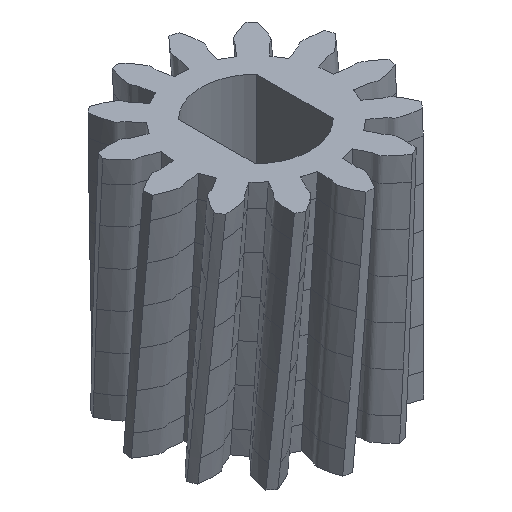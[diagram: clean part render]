
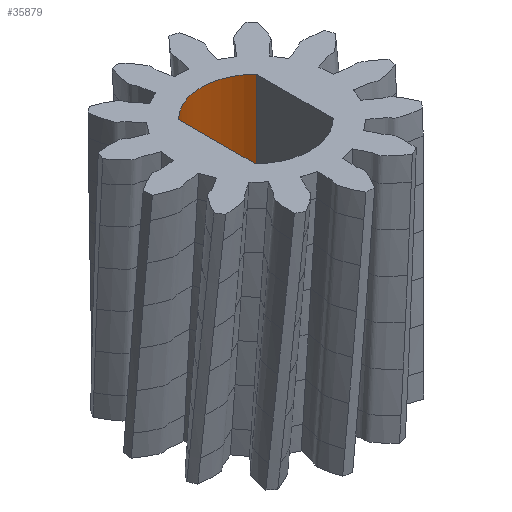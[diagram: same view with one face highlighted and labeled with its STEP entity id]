
A CAD part, isometric view. The second image highlights one B-rep face of the part: STEP entity #35879.
In plain terms, the highlighted cylindrical face has radius 1.75 mm (diameter 3.5 mm), a partial arc.
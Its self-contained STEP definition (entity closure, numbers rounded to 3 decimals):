
#45 = PLANE('',#46);
#46 = AXIS2_PLACEMENT_3D('',#47,#48,#49);
#47 = CARTESIAN_POINT('',(0.,0.,3.8));
#48 = DIRECTION('',(0.,0.,1.));
#49 = DIRECTION('',(1.,0.,0.));
#466 = PLANE('',#467);
#467 = AXIS2_PLACEMENT_3D('',#468,#469,#470);
#468 = CARTESIAN_POINT('',(0.,0.,-3.8));
#469 = DIRECTION('',(0.,0.,1.));
#470 = DIRECTION('',(1.,0.,0.));
#12919 = EDGE_CURVE('',#12920,#12922,#12924,.T.);
#12920 = VERTEX_POINT('',#12921);
#12921 = CARTESIAN_POINT('',(1.25,1.225,3.8));
#12922 = VERTEX_POINT('',#12923);
#12923 = CARTESIAN_POINT('',(-1.25,1.225,3.8));
#12924 = SURFACE_CURVE('',#12925,(#12930,#12937),.PCURVE_S1.);
#12925 = CIRCLE('',#12926,1.75);
#12926 = AXIS2_PLACEMENT_3D('',#12927,#12928,#12929);
#12927 = CARTESIAN_POINT('',(0.,0.,3.8));
#12928 = DIRECTION('',(0.,0.,1.));
#12929 = DIRECTION('',(1.,0.,-0.));
#12930 = PCURVE('',#45,#12931);
#12931 = DEFINITIONAL_REPRESENTATION('',(#12932),#12936);
#12932 = CIRCLE('',#12933,1.75);
#12933 = AXIS2_PLACEMENT_2D('',#12934,#12935);
#12934 = CARTESIAN_POINT('',(0.,0.));
#12935 = DIRECTION('',(1.,0.));
#12936 = ( GEOMETRIC_REPRESENTATION_CONTEXT(2) 
PARAMETRIC_REPRESENTATION_CONTEXT() REPRESENTATION_CONTEXT('2D SPACE',''
  ) );
#12937 = PCURVE('',#12938,#12943);
#12938 = CYLINDRICAL_SURFACE('',#12939,1.75);
#12939 = AXIS2_PLACEMENT_3D('',#12940,#12941,#12942);
#12940 = CARTESIAN_POINT('',(0.,0.,-4.3));
#12941 = DIRECTION('',(0.,0.,1.));
#12942 = DIRECTION('',(1.,0.,0.));
#12943 = DEFINITIONAL_REPRESENTATION('',(#12944),#12948);
#12944 = LINE('',#12945,#12946);
#12945 = CARTESIAN_POINT('',(0.,8.1));
#12946 = VECTOR('',#12947,1.);
#12947 = DIRECTION('',(1.,0.));
#12948 = ( GEOMETRIC_REPRESENTATION_CONTEXT(2) 
PARAMETRIC_REPRESENTATION_CONTEXT() REPRESENTATION_CONTEXT('2D SPACE',''
  ) );
#12966 = PLANE('',#12967);
#12967 = AXIS2_PLACEMENT_3D('',#12968,#12969,#12970);
#12968 = CARTESIAN_POINT('',(1.25,-1.225,-3.8));
#12969 = DIRECTION('',(1.,0.,0.));
#12970 = DIRECTION('',(0.,0.,1.));
#13021 = PLANE('',#13022);
#13022 = AXIS2_PLACEMENT_3D('',#13023,#13024,#13025);
#13023 = CARTESIAN_POINT('',(-1.25,-1.225,-3.8));
#13024 = DIRECTION('',(1.,0.,0.));
#13025 = DIRECTION('',(0.,0.,1.));
#25465 = EDGE_CURVE('',#25466,#25468,#25470,.T.);
#25466 = VERTEX_POINT('',#25467);
#25467 = CARTESIAN_POINT('',(1.25,1.225,-3.8));
#25468 = VERTEX_POINT('',#25469);
#25469 = CARTESIAN_POINT('',(-1.25,1.225,-3.8));
#25470 = SURFACE_CURVE('',#25471,(#25476,#25483),.PCURVE_S1.);
#25471 = CIRCLE('',#25472,1.75);
#25472 = AXIS2_PLACEMENT_3D('',#25473,#25474,#25475);
#25473 = CARTESIAN_POINT('',(0.,0.,-3.8));
#25474 = DIRECTION('',(0.,0.,1.));
#25475 = DIRECTION('',(1.,0.,-0.));
#25476 = PCURVE('',#466,#25477);
#25477 = DEFINITIONAL_REPRESENTATION('',(#25478),#25482);
#25478 = CIRCLE('',#25479,1.75);
#25479 = AXIS2_PLACEMENT_2D('',#25480,#25481);
#25480 = CARTESIAN_POINT('',(0.,0.));
#25481 = DIRECTION('',(1.,0.));
#25482 = ( GEOMETRIC_REPRESENTATION_CONTEXT(2) 
PARAMETRIC_REPRESENTATION_CONTEXT() REPRESENTATION_CONTEXT('2D SPACE',''
  ) );
#25483 = PCURVE('',#12938,#25484);
#25484 = DEFINITIONAL_REPRESENTATION('',(#25485),#25489);
#25485 = LINE('',#25486,#25487);
#25486 = CARTESIAN_POINT('',(0.,0.5));
#25487 = VECTOR('',#25488,1.);
#25488 = DIRECTION('',(1.,0.));
#25489 = ( GEOMETRIC_REPRESENTATION_CONTEXT(2) 
PARAMETRIC_REPRESENTATION_CONTEXT() REPRESENTATION_CONTEXT('2D SPACE',''
  ) );
#35879 = ADVANCED_FACE('',(#35880),#12938,.F.);
#35880 = FACE_BOUND('',#35881,.F.);
#35881 = EDGE_LOOP('',(#35882,#35883,#35904,#35905));
#35882 = ORIENTED_EDGE('',*,*,#12919,.F.);
#35883 = ORIENTED_EDGE('',*,*,#35884,.F.);
#35884 = EDGE_CURVE('',#25466,#12920,#35885,.T.);
#35885 = SURFACE_CURVE('',#35886,(#35890,#35897),.PCURVE_S1.);
#35886 = LINE('',#35887,#35888);
#35887 = CARTESIAN_POINT('',(1.25,1.225,-3.8));
#35888 = VECTOR('',#35889,1.);
#35889 = DIRECTION('',(0.,0.,1.));
#35890 = PCURVE('',#12938,#35891);
#35891 = DEFINITIONAL_REPRESENTATION('',(#35892),#35896);
#35892 = LINE('',#35893,#35894);
#35893 = CARTESIAN_POINT('',(0.775,0.5));
#35894 = VECTOR('',#35895,1.);
#35895 = DIRECTION('',(0.,1.));
#35896 = ( GEOMETRIC_REPRESENTATION_CONTEXT(2) 
PARAMETRIC_REPRESENTATION_CONTEXT() REPRESENTATION_CONTEXT('2D SPACE',''
  ) );
#35897 = PCURVE('',#12966,#35898);
#35898 = DEFINITIONAL_REPRESENTATION('',(#35899),#35903);
#35899 = LINE('',#35900,#35901);
#35900 = CARTESIAN_POINT('',(0.,-2.449));
#35901 = VECTOR('',#35902,1.);
#35902 = DIRECTION('',(1.,0.));
#35903 = ( GEOMETRIC_REPRESENTATION_CONTEXT(2) 
PARAMETRIC_REPRESENTATION_CONTEXT() REPRESENTATION_CONTEXT('2D SPACE',''
  ) );
#35904 = ORIENTED_EDGE('',*,*,#25465,.T.);
#35905 = ORIENTED_EDGE('',*,*,#35906,.T.);
#35906 = EDGE_CURVE('',#25468,#12922,#35907,.T.);
#35907 = SURFACE_CURVE('',#35908,(#35912,#35919),.PCURVE_S1.);
#35908 = LINE('',#35909,#35910);
#35909 = CARTESIAN_POINT('',(-1.25,1.225,-3.8));
#35910 = VECTOR('',#35911,1.);
#35911 = DIRECTION('',(0.,0.,1.));
#35912 = PCURVE('',#12938,#35913);
#35913 = DEFINITIONAL_REPRESENTATION('',(#35914),#35918);
#35914 = LINE('',#35915,#35916);
#35915 = CARTESIAN_POINT('',(2.366,0.5));
#35916 = VECTOR('',#35917,1.);
#35917 = DIRECTION('',(0.,1.));
#35918 = ( GEOMETRIC_REPRESENTATION_CONTEXT(2) 
PARAMETRIC_REPRESENTATION_CONTEXT() REPRESENTATION_CONTEXT('2D SPACE',''
  ) );
#35919 = PCURVE('',#13021,#35920);
#35920 = DEFINITIONAL_REPRESENTATION('',(#35921),#35925);
#35921 = LINE('',#35922,#35923);
#35922 = CARTESIAN_POINT('',(0.,-2.449));
#35923 = VECTOR('',#35924,1.);
#35924 = DIRECTION('',(1.,0.));
#35925 = ( GEOMETRIC_REPRESENTATION_CONTEXT(2) 
PARAMETRIC_REPRESENTATION_CONTEXT() REPRESENTATION_CONTEXT('2D SPACE',''
  ) );
